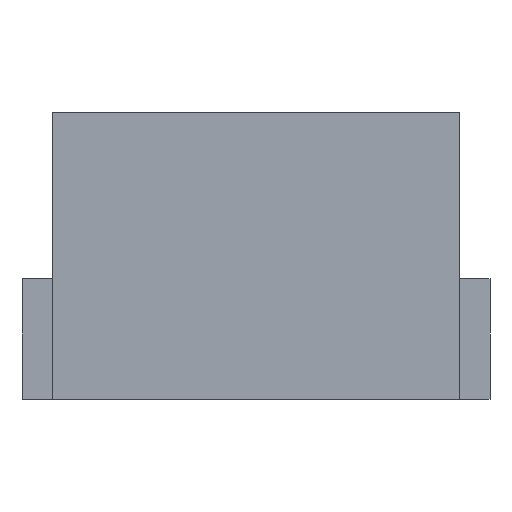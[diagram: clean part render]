
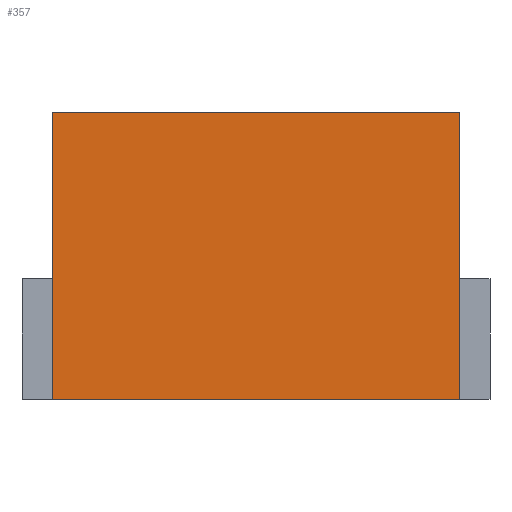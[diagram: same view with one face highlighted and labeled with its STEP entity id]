
A CAD part, left-side view. The second image highlights one B-rep face of the part: STEP entity #357.
In plain terms, the highlighted planar face has unit normal (-1, 0, 0).
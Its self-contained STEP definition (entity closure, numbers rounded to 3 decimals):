
#33=FACE_OUTER_BOUND('',#51,.T.);
#51=EDGE_LOOP('',(#290,#291,#292,#293));
#78=LINE('',#536,#121);
#85=LINE('',#548,#128);
#92=LINE('',#564,#135);
#96=LINE('',#575,#139);
#121=VECTOR('',#443,10.);
#128=VECTOR('',#452,10.);
#135=VECTOR('',#465,10.);
#139=VECTOR('',#479,10.);
#157=VERTEX_POINT('',#533);
#158=VERTEX_POINT('',#535);
#162=VERTEX_POINT('',#546);
#168=VERTEX_POINT('',#563);
#194=EDGE_CURVE('',#157,#158,#78,.T.);
#201=EDGE_CURVE('',#162,#157,#85,.T.);
#208=EDGE_CURVE('',#168,#158,#92,.T.);
#214=EDGE_CURVE('',#162,#168,#96,.T.);
#290=ORIENTED_EDGE('',*,*,#214,.T.);
#291=ORIENTED_EDGE('',*,*,#208,.T.);
#292=ORIENTED_EDGE('',*,*,#194,.F.);
#293=ORIENTED_EDGE('',*,*,#201,.F.);
#320=PLANE('',#397);
#357=ADVANCED_FACE('',(#33),#320,.T.);
#397=AXIS2_PLACEMENT_3D('',#574,#477,#478);
#443=DIRECTION('',(0.,1.,0.));
#452=DIRECTION('',(0.,0.,-1.));
#465=DIRECTION('',(0.,0.,-1.));
#477=DIRECTION('center_axis',(-1.,0.,0.));
#478=DIRECTION('ref_axis',(0.,1.,0.));
#479=DIRECTION('',(0.,1.,0.));
#533=CARTESIAN_POINT('',(-1.5,-1.35,-1.9));
#535=CARTESIAN_POINT('',(-1.5,1.35,-1.9));
#536=CARTESIAN_POINT('',(-1.5,-1.35,-1.9));
#546=CARTESIAN_POINT('',(-1.5,-1.35,0.));
#548=CARTESIAN_POINT('',(-1.5,-1.35,0.));
#563=CARTESIAN_POINT('',(-1.5,1.35,0.));
#564=CARTESIAN_POINT('',(-1.5,1.35,0.));
#574=CARTESIAN_POINT('Origin',(-1.5,-1.35,0.));
#575=CARTESIAN_POINT('',(-1.5,-1.35,0.));
